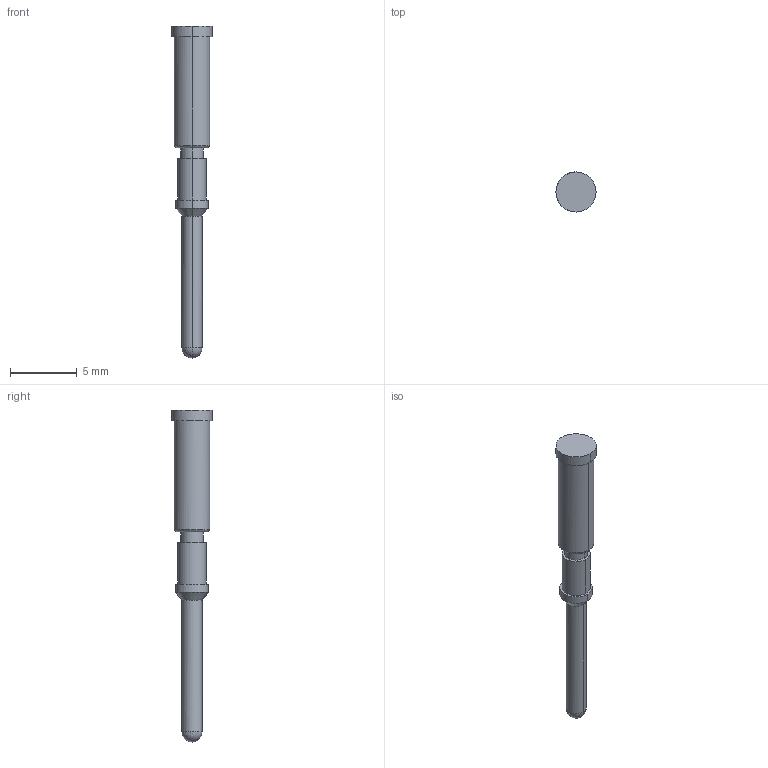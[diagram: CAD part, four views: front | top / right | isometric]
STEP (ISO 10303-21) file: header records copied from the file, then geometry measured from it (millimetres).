
FILE_DESCRIPTION(('CATIA V5 STEP Exchange','CAx-IF Rec.Pracs.--- Model Styling and Organization---1.4--- 2014-01-23'),'2;1');
FILE_NAME ('378196-5_0', '2020-11-10T09:31:03+00:00', ('none'), ('Weidmueller'), 'CATIA Version 5-6 Release 2016 SP3 HF44', 'CATIA V5 STEP AP214', 'none');
FILE_SCHEMA(('AUTOMOTIVE_DESIGN { 1 0 10303 214 1 1 1 1 }'));
Length unit declared in the file: millimetre
Products named in the file (1): 2525660000
Bounding box: 3 x 3 x 24.8 mm (x, y, z)
Volume: 86.8 mm3; surface area: 176.3 mm2
Topology: 1 solids, 2 shells, 26 faces, 53 edges, 29 vertices
Faces by surface type: cylinder 12, plane 6, cone 4, sphere 2, torus 2
Entity records: 779 total; most frequent: CARTESIAN_POINT 271, ORIENTED_EDGE 94, DIRECTION 87, EDGE_CURVE 47, AXIS2_PLACEMENT_3D 46, EDGE_LOOP 30, VERTEX_POINT 29, ADVANCED_FACE 26
